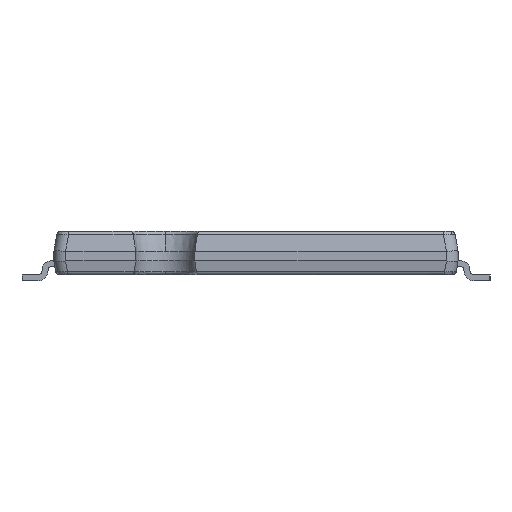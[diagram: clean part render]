
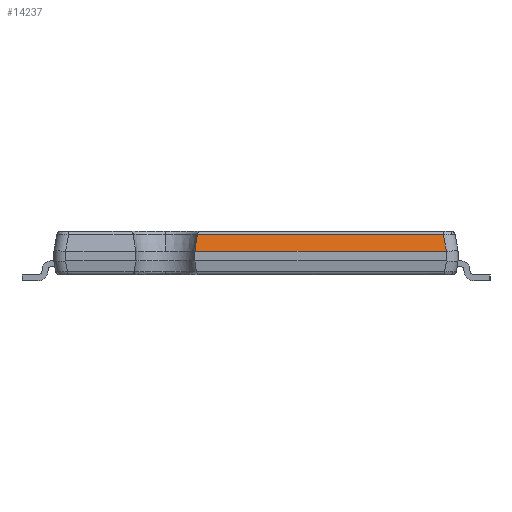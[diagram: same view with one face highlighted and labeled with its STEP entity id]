
A CAD part, left-side view. The second image highlights one B-rep face of the part: STEP entity #14237.
In plain terms, the highlighted planar face has unit normal (-0.985, 0, 0.174).
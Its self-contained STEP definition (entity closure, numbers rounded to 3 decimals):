
#266 = DIRECTION ( 'NONE',  ( 0.171, 0.171, 0.97 ) ) ;
#1518 = VERTEX_POINT ( 'NONE', #20978 ) ;
#3087 = EDGE_LOOP ( 'NONE', ( #17534, #23587, #10760, #12135, #3528 ) ) ;
#3528 = ORIENTED_EDGE ( 'NONE', *, *, #23725, .T. ) ;
#4018 = CARTESIAN_POINT ( 'NONE',  ( -11.035, -4.71, 1.167 ) ) ;
#5006 = CARTESIAN_POINT ( 'NONE',  ( -11.035, 1.474, 1.167 ) ) ;
#5305 = CARTESIAN_POINT ( 'NONE',  ( -11.11, -4.782, 0.742 ) ) ;
#5468 =( BOUNDED_CURVE ( )  B_SPLINE_CURVE ( 3, ( #21848, #5305, #30184, #13650 ),
 .UNSPECIFIED., .F., .F. ) 
 B_SPLINE_CURVE_WITH_KNOTS ( ( 4, 4 ),
 ( 3.142, 3.157 ),
 .UNSPECIFIED. ) 
 CURVE ( )  GEOMETRIC_REPRESENTATION_ITEM ( )  RATIONAL_B_SPLINE_CURVE ( ( 1., 1., 1., 1. ) ) 
 REPRESENTATION_ITEM ( '' )  );
#5494 = DIRECTION ( 'NONE',  ( -0.985, 0., 0.174 ) ) ;
#7012 = CARTESIAN_POINT ( 'NONE',  ( -11.085, 1.515, 0.884 ) ) ;
#9087 = EDGE_CURVE ( 'NONE', #16898, #13727, #20353, .T. ) ;
#10760 = ORIENTED_EDGE ( 'NONE', *, *, #27014, .T. ) ;
#12135 = ORIENTED_EDGE ( 'NONE', *, *, #34111, .F. ) ;
#12511 = AXIS2_PLACEMENT_3D ( 'NONE', #22154, #5494, #27742 ) ;
#13513 = CARTESIAN_POINT ( 'NONE',  ( -11.11, -4.785, 0.742 ) ) ;
#13618 = VECTOR ( 'NONE', #20657, 1000. ) ;
#13650 = CARTESIAN_POINT ( 'NONE',  ( -11.11, -4.785, 0.742 ) ) ;
#13727 = VERTEX_POINT ( 'NONE', #4018 ) ;
#14237 = ADVANCED_FACE ( 'NONE', ( #15186 ), #24937, .T. ) ;
#15186 = FACE_OUTER_BOUND ( 'NONE', #3087, .T. ) ;
#15871 = LINE ( 'NONE', #27741, #30559 ) ;
#16898 = VERTEX_POINT ( 'NONE', #13513 ) ;
#17534 = ORIENTED_EDGE ( 'NONE', *, *, #9087, .T. ) ;
#18000 = CARTESIAN_POINT ( 'NONE',  ( -11.06, 1.494, 1.025 ) ) ;
#20353 = LINE ( 'NONE', #30837, #26846 ) ;
#20657 = DIRECTION ( 'NONE',  ( 0., 1., 0. ) ) ;
#20978 = CARTESIAN_POINT ( 'NONE',  ( -11.11, -4.78, 0.742 ) ) ;
#21848 = CARTESIAN_POINT ( 'NONE',  ( -11.11, -4.78, 0.742 ) ) ;
#22154 = CARTESIAN_POINT ( 'NONE',  ( -11.02, 2.28, 1.25 ) ) ;
#23587 = ORIENTED_EDGE ( 'NONE', *, *, #35291, .T. ) ;
#23725 = EDGE_CURVE ( 'NONE', #1518, #16898, #5468, .T. ) ;
#24937 = PLANE ( 'NONE',  #12511 ) ;
#26326 = CARTESIAN_POINT ( 'NONE',  ( -11.11, 1.537, 0.742 ) ) ;
#26846 = VECTOR ( 'NONE', #266, 1000. ) ;
#27014 = EDGE_CURVE ( 'NONE', #27842, #29945, #32474, .T. ) ;
#27741 = CARTESIAN_POINT ( 'NONE',  ( -11.035, 2.28, 1.167 ) ) ;
#27742 = DIRECTION ( 'NONE',  ( 0.174, 0., 0.985 ) ) ;
#27842 = VERTEX_POINT ( 'NONE', #5006 ) ;
#27857 = CARTESIAN_POINT ( 'NONE',  ( -11.11, 1.537, 0.742 ) ) ;
#29945 = VERTEX_POINT ( 'NONE', #27857 ) ;
#30184 = CARTESIAN_POINT ( 'NONE',  ( -11.11, -4.783, 0.742 ) ) ;
#30482 = DIRECTION ( 'NONE',  ( 0., 1., 0. ) ) ;
#30559 = VECTOR ( 'NONE', #30482, 1000. ) ;
#30837 = CARTESIAN_POINT ( 'NONE',  ( -10.816, -4.491, 2.408 ) ) ;
#32474 = B_SPLINE_CURVE_WITH_KNOTS ( 'NONE', 3,
 ( #34535, #18000, #7012, #26326 ),
 .UNSPECIFIED., .F., .F.,
 ( 4, 4 ),
 ( 0., 0.001 ),
 .UNSPECIFIED. ) ;
#34111 = EDGE_CURVE ( 'NONE', #1518, #29945, #35664, .T. ) ;
#34432 = CARTESIAN_POINT ( 'NONE',  ( -11.11, 1.537, 0.742 ) ) ;
#34535 = CARTESIAN_POINT ( 'NONE',  ( -11.035, 1.474, 1.167 ) ) ;
#35291 = EDGE_CURVE ( 'NONE', #13727, #27842, #15871, .T. ) ;
#35664 = LINE ( 'NONE', #34432, #13618 ) ;
